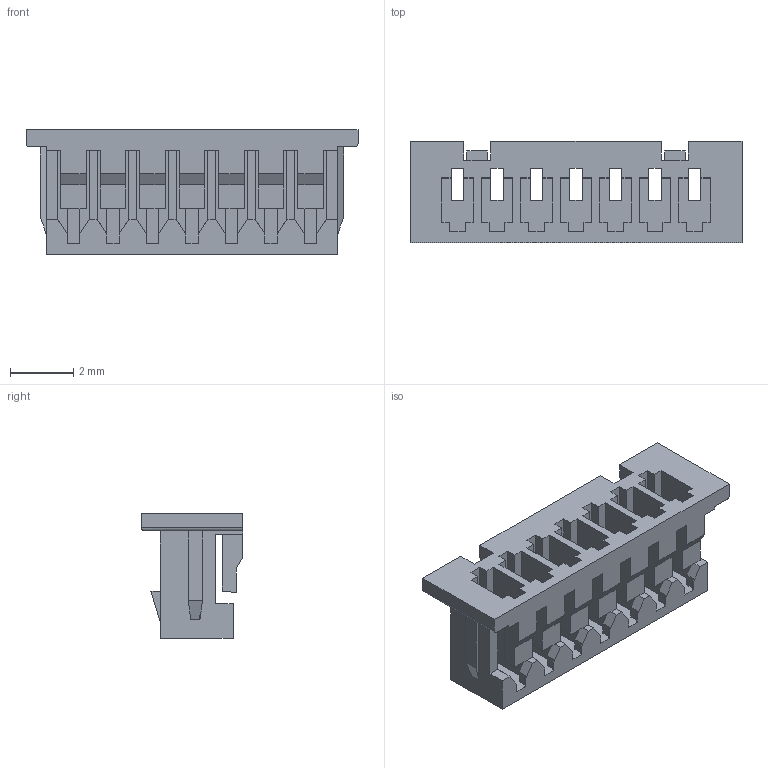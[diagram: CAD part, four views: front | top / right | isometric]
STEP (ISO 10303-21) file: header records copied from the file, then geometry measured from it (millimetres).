
FILE_DESCRIPTION(/* description */ ('Unknown'),/* implementation_level */ '2;1');
FILE_NAME(/* name */ '653007113322',/* time_stamp */ '2018-06-01T10:44:01+02:00',/* author */ ('Unknown'),/* organization */ ('Unknown'),/* preprocessor_version */ 'ST-DEVELOPER v16.7',/* originating_system */ 'DEX',/* authorisation */ $);
FILE_SCHEMA (('AUTOMOTIVE_DESIGN {1 0 10303 214 3 1 1}'));
Length unit declared in the file: millimetre
Products named in the file (2): 6530xx113322; 653007113322
Assembly tree (1 placements, depth 2):
  6530xx113322
    653007113322
Bounding box: 10.5 x 3.2 x 3.95 mm (x, y, z)
Volume: 45.1 mm3; surface area: 305.8 mm2
Topology: 1 solids, 1 shells, 295 faces, 906 edges, 594 vertices
Faces by surface type: plane 290, cylinder 5
Entity records: 9973 total; most frequent: ORIENTED_EDGE 1812, CARTESIAN_POINT 1797, DIRECTION 1508, EDGE_CURVE 906, LINE 898, VECTOR 898, VERTEX_POINT 594, AXIS2_PLACEMENT_3D 305
